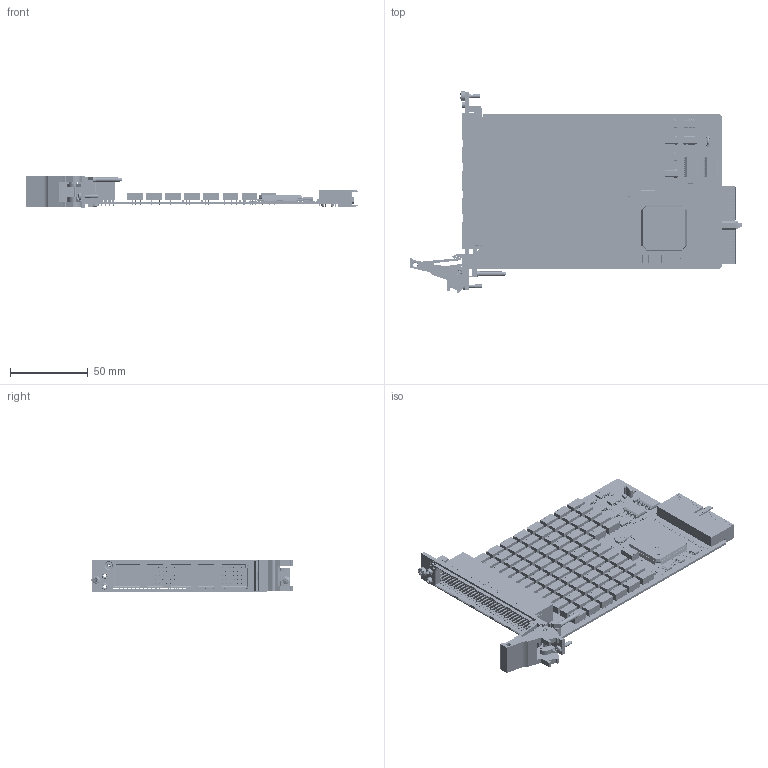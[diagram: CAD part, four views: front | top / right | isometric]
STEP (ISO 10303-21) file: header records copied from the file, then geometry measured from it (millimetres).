
FILE_DESCRIPTION (( 'STEP AP214' ), '1' );
FILE_NAME ('40-611-001 VHD 158-2 MUX.STEP', '2013-09-03T14:40:51', ( 'admin' ), ( '' ), 'SwSTEP 2.0', 'SolidWorks 2012', '' );
FILE_SCHEMA (( 'AUTOMOTIVE_DESIGN' ));
Length unit declared in the file: millimetre
Products named in the file (1): 40-611-001 VHD 158-2 MUX
Bounding box: 214.01 x 129.67 x 20 mm (x, y, z)
Surface area: 86014.9 mm2 (no closed solid volume)
Topology: 0 solids, 1681 shells, 6915 faces, 29186 edges, 22954 vertices
Faces by surface type: plane 5521, cylinder 1314, bspline 30, cone 29, torus 15, sphere 6
Full cylindrical faces by diameter (mm): 0.278 x4, 0.4 x664, 0.5 x1, 0.6 x110, 0.8 x3, 1.496 x2, 2 x6, 2.05 x3, 2.497 x1, 2.5 x6, 2.6 x1, 2.7 x1, 2.8 x1, 3 x3, 4 x2, 4.594 x1, 4.603 x1, 4.7 x1, 5 x6, 5.3 x1, 6 x1
Entity records: 377997 total; most frequent: CARTESIAN_POINT 72634, DIRECTION 45808, ORIENTED_EDGE 37574, EDGE_CURVE 28225, VERTEX_POINT 22836, VECTOR 22704, LINE 22704, AXIS2_PLACEMENT_3D 11552
